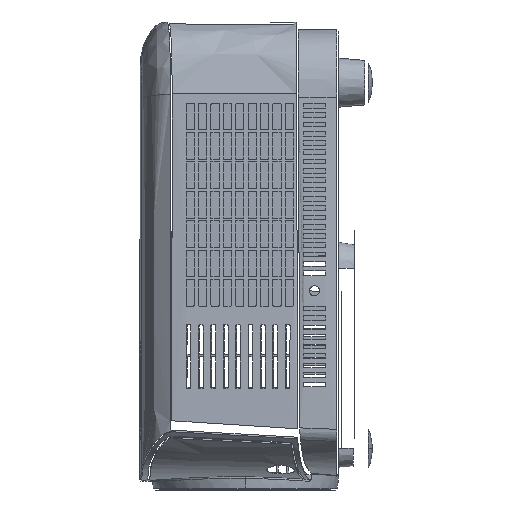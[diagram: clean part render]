
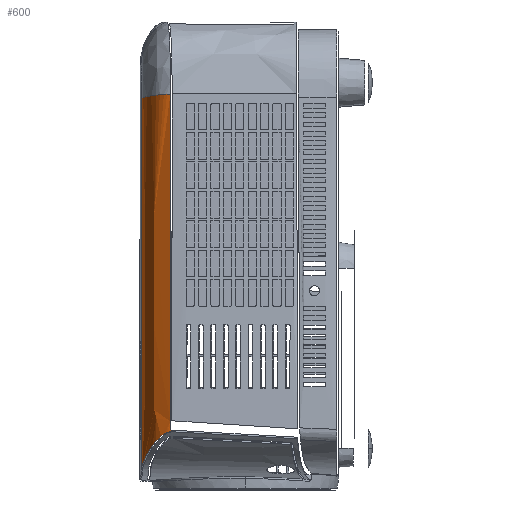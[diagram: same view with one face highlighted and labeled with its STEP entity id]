
A CAD part, left-side view. The second image highlights one B-rep face of the part: STEP entity #600.
In plain terms, the highlighted free-form (B-spline) face has degree [3, 3] with [4, 4] control points.
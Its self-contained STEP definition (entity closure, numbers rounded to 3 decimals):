
#124=CARTESIAN_POINT('',(-88.937,31.072,-65.493));
#125=CARTESIAN_POINT('',(-88.929,31.066,-66.007));
#126=CARTESIAN_POINT('',(-88.915,31.051,-67.034));
#127=CARTESIAN_POINT('',(-88.893,31.027,-68.575));
#128=CARTESIAN_POINT('',(-88.878,31.01,-69.601));
#129=CARTESIAN_POINT('',(-88.871,31.002,-70.114));
#131=CARTESIAN_POINT('',(-88.871,31.002,-70.114));
#132=CARTESIAN_POINT('',(-88.727,31.529,-70.221));
#133=CARTESIAN_POINT('',(-88.289,32.83,-70.736));
#134=CARTESIAN_POINT('',(-86.874,35.322,-72.212));
#135=CARTESIAN_POINT('',(-84.118,38.104,-74.959));
#136=CARTESIAN_POINT('',(-81.311,39.992,-77.5));
#137=CARTESIAN_POINT('',(-77.418,41.97,-80.642));
#138=CARTESIAN_POINT('',(-71.886,43.665,-83.938));
#139=CARTESIAN_POINT('',(-68.235,44.361,-85.594));
#140=CARTESIAN_POINT('',(-64.395,44.761,-86.885));
#141=CARTESIAN_POINT('',(-62.485,44.789,-87.465));
#143=CARTESIAN_POINT('',(-62.411,44.79,87.211));
#144=CARTESIAN_POINT('',(-72.42,44.641,87.958));
#145=CARTESIAN_POINT('',(-86.487,40.735,88.757));
#146=CARTESIAN_POINT('',(-89.274,31.158,89.407));
#148=CARTESIAN_POINT('',(-89.274,31.158,89.407));
#149=CARTESIAN_POINT('',(-89.969,31.143,37.78));
#150=CARTESIAN_POINT('',(-89.839,31.159,-13.858));
#151=CARTESIAN_POINT('',(-88.887,31.249,-65.48));
#153=CARTESIAN_POINT('',(-88.887,31.249,-65.48));
#154=CARTESIAN_POINT('',(-88.892,31.23,-65.482));
#155=CARTESIAN_POINT('',(-88.904,31.191,-65.485));
#156=CARTESIAN_POINT('',(-88.92,31.132,-65.489));
#157=CARTESIAN_POINT('',(-88.931,31.092,-65.492));
#158=CARTESIAN_POINT('',(-88.937,31.072,-65.493));
#193=CARTESIAN_POINT('',(-62.411,44.79,87.211));
#194=CARTESIAN_POINT('',(-63.221,44.79,28.99));
#195=CARTESIAN_POINT('',(-63.245,44.789,-29.243));
#196=CARTESIAN_POINT('',(-62.485,44.789,-87.465));
#520=VERTEX_POINT('',#124);
#521=VERTEX_POINT('',#129);
#522=VERTEX_POINT('',#141);
#523=VERTEX_POINT('',#148);
#524=VERTEX_POINT('',#151);
#562=VERTEX_POINT('',#193);
#569=CARTESIAN_POINT('',(-62.111,44.789,-92.221));
#570=CARTESIAN_POINT('',(-62.946,44.789,-31.249));
#571=CARTESIAN_POINT('',(-62.922,44.789,29.734));
#572=CARTESIAN_POINT('',(-62.041,44.789,90.705));
#573=CARTESIAN_POINT('',(-72.147,44.725,-86.737));
#574=CARTESIAN_POINT('',(-73.084,44.719,-27.369));
#575=CARTESIAN_POINT('',(-73.12,44.718,32.012));
#576=CARTESIAN_POINT('',(-72.264,44.718,91.381));
#577=CARTESIAN_POINT('',(-86.371,40.507,-81.344));
#578=CARTESIAN_POINT('',(-87.581,40.582,-23.537));
#579=CARTESIAN_POINT('',(-87.782,40.661,34.296));
#580=CARTESIAN_POINT('',(-86.97,40.688,92.117));
#581=CARTESIAN_POINT('',(-88.834,30.714,-75.722));
#582=CARTESIAN_POINT('',(-89.991,30.593,-19.596));
#583=CARTESIAN_POINT('',(-90.174,30.572,36.551));
#584=CARTESIAN_POINT('',(-89.381,30.589,92.683));
#585=B_SPLINE_SURFACE_WITH_KNOTS('',3,3,((#569,#570,#571,#572),(#573,#574,#575,
#576),(#577,#578,#579,#580),(#581,#582,#583,#584)),.UNSPECIFIED.,.F.,.F.,.F.,(4,
4),(4,4),(-0.011,1.011),(0.042,
1.019),.UNSPECIFIED.);
#587=ORIENTED_EDGE('',*,*,#586,.T.);
#589=ORIENTED_EDGE('',*,*,#588,.T.);
#591=ORIENTED_EDGE('',*,*,#590,.F.);
#593=ORIENTED_EDGE('',*,*,#592,.T.);
#595=ORIENTED_EDGE('',*,*,#594,.T.);
#597=ORIENTED_EDGE('',*,*,#596,.T.);
#598=EDGE_LOOP('',(#587,#589,#591,#593,#595,#597));
#599=FACE_OUTER_BOUND('',#598,.F.);
#130=B_SPLINE_CURVE_WITH_KNOTS('',3,(#124,#125,#126,#127,#128,#129),
.UNSPECIFIED.,.F.,.F.,(4,1,1,4),(0.,0.333,0.667,1.),
.UNSPECIFIED.);
#142=B_SPLINE_CURVE_WITH_KNOTS('',3,(#131,#132,#133,#134,#135,#136,#137,#138,
#139,#140,#141),.UNSPECIFIED.,.F.,.F.,(4,1,1,1,1,1,1,1,4),(0.,0.125,0.25,
0.375,0.5,0.625,0.75,0.875,1.),.UNSPECIFIED.);
#147=B_SPLINE_CURVE_WITH_KNOTS('',3,(#143,#144,#145,#146),.UNSPECIFIED.,.F.,.F.,
(4,4),(0.,1.),.UNSPECIFIED.);
#152=B_SPLINE_CURVE_WITH_KNOTS('',3,(#148,#149,#150,#151),.UNSPECIFIED.,.F.,.F.,
(4,4),(0.,1.),.UNSPECIFIED.);
#159=B_SPLINE_CURVE_WITH_KNOTS('',3,(#153,#154,#155,#156,#157,#158),
.UNSPECIFIED.,.F.,.F.,(4,1,1,4),(0.,0.333,0.667,1.),
.UNSPECIFIED.);
#197=B_SPLINE_CURVE_WITH_KNOTS('',3,(#193,#194,#195,#196),.UNSPECIFIED.,.F.,.F.,
(4,4),(0.,1.),.UNSPECIFIED.);
#586=EDGE_CURVE('',#520,#521,#130,.T.);
#588=EDGE_CURVE('',#521,#522,#142,.T.);
#590=EDGE_CURVE('',#562,#522,#197,.T.);
#592=EDGE_CURVE('',#562,#523,#147,.T.);
#594=EDGE_CURVE('',#523,#524,#152,.T.);
#596=EDGE_CURVE('',#524,#520,#159,.T.);
#600=ADVANCED_FACE('',(#599),#585,.T.);
